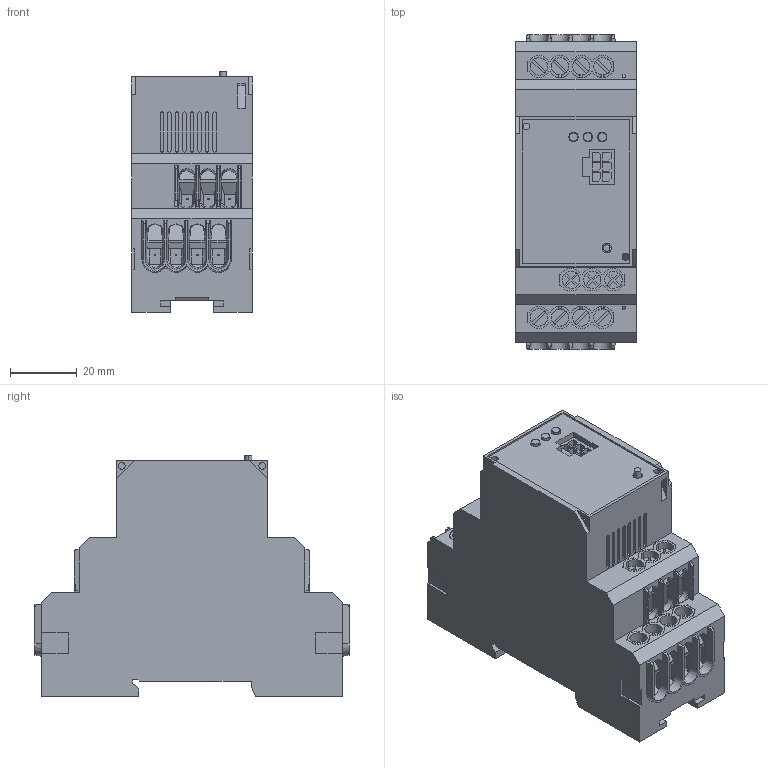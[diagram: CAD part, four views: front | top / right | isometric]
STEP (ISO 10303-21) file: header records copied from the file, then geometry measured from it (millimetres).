
FILE_DESCRIPTION(('Creo Elements/Direct Modeling STEP Export'),'2;1');
FILE_NAME('model.stp','2019-11-06T14:17:53',(''),(''),'Creo Elements/Direct Modeling STEP processor for AP214 (Solid Model)','Creo Elements/Direct Modeling 20.1A 29-Sep-2018 (C) Parametric Technology GmbH','');
FILE_SCHEMA(('AUTOMOTIVE_DESIGN { 1 0 10303 214 1 1 1 1 }'));
Length unit declared in the file: millimetre
Products named in the file (2): EV_RCM_C1_AC30_DC6-select
Assembly tree (1 placements, depth 2):
  EV_RCM_C1_AC30_DC6-select
    EV_RCM_C1_AC30_DC6-select
Bounding box: 36 x 94 x 72.1 mm (x, y, z)
Volume: 162967.2 mm3; surface area: 27671.9 mm2
Topology: 1 solids, 1 shells, 854 faces, 2335 edges, 1557 vertices
Faces by surface type: plane 638, cylinder 180, cone 36
Entity records: 33105 total; most frequent: CARTESIAN_POINT 4883, ORIENTED_EDGE 4670, DIRECTION 4135, EDGE_CURVE 2335, VECTOR 1761, LINE 1761, VERTEX_POINT 1557, AXIS2_PLACEMENT_3D 1187
